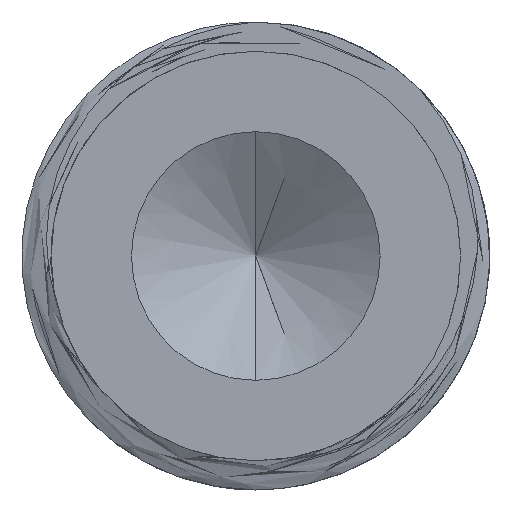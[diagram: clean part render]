
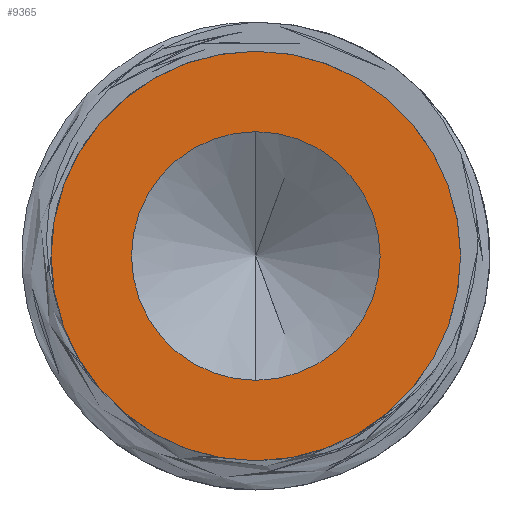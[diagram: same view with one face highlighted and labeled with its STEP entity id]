
A CAD part, left-side view. The second image highlights one B-rep face of the part: STEP entity #9365.
In plain terms, the highlighted planar face has unit normal (-1, 0, 0).
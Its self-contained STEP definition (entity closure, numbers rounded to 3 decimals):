
#146 = CARTESIAN_POINT ( 'NONE',  ( 0., 0., -4.25 ) ) ;
#314 = EDGE_LOOP ( 'NONE', ( #9426, #9869 ) ) ;
#352 = EDGE_CURVE ( 'NONE', #8268, #1871, #7556, .T. ) ;
#819 = EDGE_CURVE ( 'NONE', #6954, #2364, #5972, .T. ) ;
#940 = FACE_OUTER_BOUND ( 'NONE', #314, .T. ) ;
#1255 = DIRECTION ( 'NONE',  ( -1., 0., 0. ) ) ;
#1562 = AXIS2_PLACEMENT_3D ( 'NONE', #5127, #1255, #5176 ) ;
#1871 = VERTEX_POINT ( 'NONE', #146 ) ;
#1988 = AXIS2_PLACEMENT_3D ( 'NONE', #6356, #3406, #5021 ) ;
#2203 = EDGE_CURVE ( 'NONE', #1871, #8268, #5424, .T. ) ;
#2290 = FACE_BOUND ( 'NONE', #7888, .T. ) ;
#2302 = AXIS2_PLACEMENT_3D ( 'NONE', #8439, #4716, #6943 ) ;
#2364 = VERTEX_POINT ( 'NONE', #6107 ) ;
#2499 = DIRECTION ( 'NONE',  ( -1., 0., 0. ) ) ;
#3243 = AXIS2_PLACEMENT_3D ( 'NONE', #9814, #7532, #3780 ) ;
#3406 = DIRECTION ( 'NONE',  ( -1., 0., 0. ) ) ;
#3647 = ORIENTED_EDGE ( 'NONE', *, *, #352, .F. ) ;
#3780 = DIRECTION ( 'NONE',  ( 0., 0., 1. ) ) ;
#4716 = DIRECTION ( 'NONE',  ( 1., 0., 0. ) ) ;
#4827 = DIRECTION ( 'NONE',  ( 0., 0., 1. ) ) ;
#5021 = DIRECTION ( 'NONE',  ( 0., 0., 1. ) ) ;
#5127 = CARTESIAN_POINT ( 'NONE',  ( 0., 0., 0. ) ) ;
#5176 = DIRECTION ( 'NONE',  ( 0., 0., 1. ) ) ;
#5365 = PLANE ( 'NONE',  #2302 ) ;
#5424 = CIRCLE ( 'NONE', #1562, 4.25 ) ;
#5972 = CIRCLE ( 'NONE', #8192, 7. ) ;
#6107 = CARTESIAN_POINT ( 'NONE',  ( 0., 0., 7. ) ) ;
#6313 = CIRCLE ( 'NONE', #1988, 7. ) ;
#6356 = CARTESIAN_POINT ( 'NONE',  ( 0., 0., 0. ) ) ;
#6662 = CARTESIAN_POINT ( 'NONE',  ( 0., 0., -7. ) ) ;
#6678 = CARTESIAN_POINT ( 'NONE',  ( 0., 0., 4.25 ) ) ;
#6943 = DIRECTION ( 'NONE',  ( 0., 0., -1. ) ) ;
#6954 = VERTEX_POINT ( 'NONE', #6662 ) ;
#6991 = ORIENTED_EDGE ( 'NONE', *, *, #2203, .F. ) ;
#7532 = DIRECTION ( 'NONE',  ( -1., 0., 0. ) ) ;
#7556 = CIRCLE ( 'NONE', #3243, 4.25 ) ;
#7888 = EDGE_LOOP ( 'NONE', ( #3647, #6991 ) ) ;
#8192 = AXIS2_PLACEMENT_3D ( 'NONE', #9345, #2499, #4827 ) ;
#8268 = VERTEX_POINT ( 'NONE', #6678 ) ;
#8439 = CARTESIAN_POINT ( 'NONE',  ( 0., 0., 0. ) ) ;
#9130 = EDGE_CURVE ( 'NONE', #2364, #6954, #6313, .T. ) ;
#9345 = CARTESIAN_POINT ( 'NONE',  ( 0., 0., 0. ) ) ;
#9365 = ADVANCED_FACE ( 'NONE', ( #2290, #940 ), #5365, .F. ) ;
#9426 = ORIENTED_EDGE ( 'NONE', *, *, #9130, .T. ) ;
#9814 = CARTESIAN_POINT ( 'NONE',  ( 0., 0., 0. ) ) ;
#9869 = ORIENTED_EDGE ( 'NONE', *, *, #819, .T. ) ;
